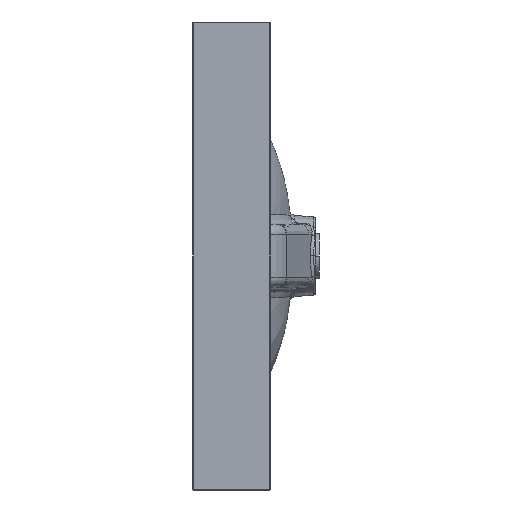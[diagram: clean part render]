
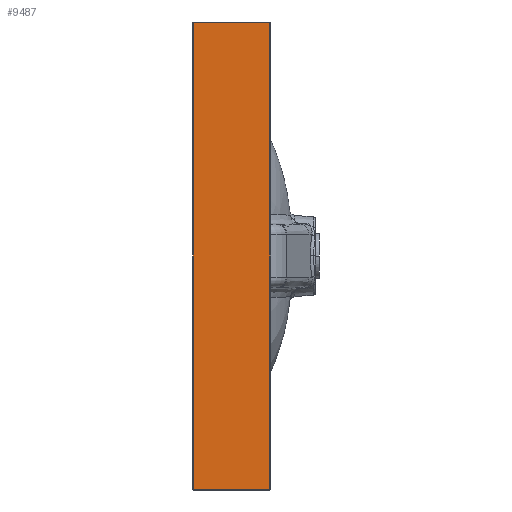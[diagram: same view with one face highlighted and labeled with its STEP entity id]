
A CAD part, left-side view. The second image highlights one B-rep face of the part: STEP entity #9487.
In plain terms, the highlighted planar face has unit normal (-1, 0, 0).
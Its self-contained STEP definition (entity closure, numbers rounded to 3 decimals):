
#2426=DIRECTION('',(0.,0.,1.));
#2427=VECTOR('',#2426,478.);
#2428=CARTESIAN_POINT('',(-300.,-1.,-239.));
#2429=LINE('',#2428,#2427);
#2430=DIRECTION('',(0.,1.,0.));
#2431=VECTOR('',#2430,78.);
#2432=CARTESIAN_POINT('',(-300.,-79.,239.));
#2433=LINE('',#2432,#2431);
#2434=DIRECTION('',(0.,0.,-1.));
#2435=VECTOR('',#2434,478.);
#2436=CARTESIAN_POINT('',(-300.,-79.,239.));
#2437=LINE('',#2436,#2435);
#2438=DIRECTION('',(0.,-1.,0.));
#2439=VECTOR('',#2438,78.);
#2440=CARTESIAN_POINT('',(-300.,-1.,-239.));
#2441=LINE('',#2440,#2439);
#3398=CARTESIAN_POINT('',(-300.,-1.,-239.));
#3399=VERTEX_POINT('',#3398);
#3402=CARTESIAN_POINT('',(-300.,-1.,239.));
#3403=VERTEX_POINT('',#3402);
#3407=CARTESIAN_POINT('',(-300.,-79.,239.));
#3409=VERTEX_POINT('',#3407);
#3414=CARTESIAN_POINT('',(-300.,-79.,-239.));
#3415=VERTEX_POINT('',#3414);
#9476=CARTESIAN_POINT('',(-300.,-9.,0.));
#9477=DIRECTION('',(-1.,0.,0.));
#9478=DIRECTION('',(0.,0.,1.));
#9479=AXIS2_PLACEMENT_3D('',#9476,#9477,#9478);
#9480=PLANE('',#9479);
#9481=ORIENTED_EDGE('',*,*,#9470,.T.);
#9482=ORIENTED_EDGE('',*,*,#9446,.F.);
#9483=ORIENTED_EDGE('',*,*,#9176,.T.);
#9484=ORIENTED_EDGE('',*,*,#9203,.F.);
#9485=EDGE_LOOP('',(#9481,#9482,#9483,#9484));
#9486=FACE_OUTER_BOUND('',#9485,.F.);
#9487=ADVANCED_FACE('',(#9486),#9480,.T.);
#9176=EDGE_CURVE('',#3409,#3415,#2437,.T.);
#9203=EDGE_CURVE('',#3399,#3415,#2441,.T.);
#9446=EDGE_CURVE('',#3409,#3403,#2433,.T.);
#9470=EDGE_CURVE('',#3399,#3403,#2429,.T.);
